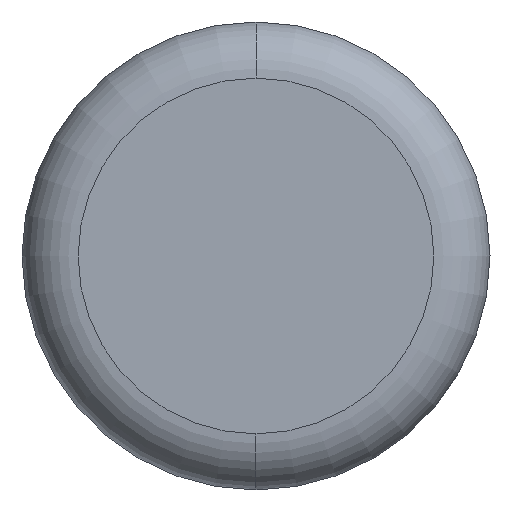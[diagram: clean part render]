
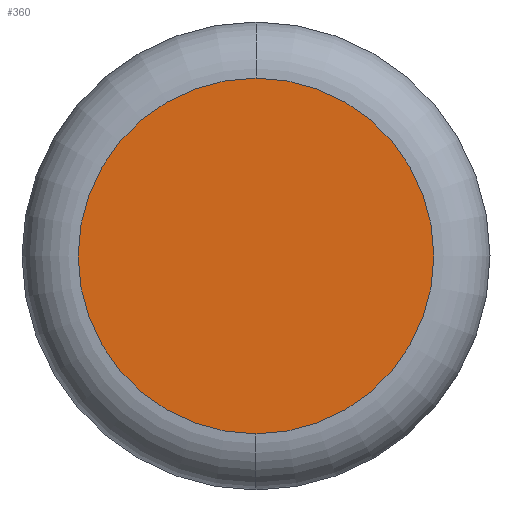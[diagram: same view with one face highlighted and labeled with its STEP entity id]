
A CAD part, front view. The second image highlights one B-rep face of the part: STEP entity #360.
In plain terms, the highlighted planar face has unit normal (0, -1, 0).
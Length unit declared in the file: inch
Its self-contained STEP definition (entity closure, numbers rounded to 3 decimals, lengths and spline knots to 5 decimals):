
#3 = AXIS2_PLACEMENT_3D ( 'NONE', #300, #351, #150 ) ;
#6 = EDGE_CURVE ( 'NONE', #164, #94, #84, .T. ) ;
#11 = CARTESIAN_POINT ( 'NONE',  ( 0., 0., 0.38 ) ) ;
#18 = CARTESIAN_POINT ( 'NONE',  ( 0., 0., -0.38 ) ) ;
#28 = EDGE_CURVE ( 'NONE', #94, #164, #389, .T. ) ;
#84 = CIRCLE ( 'NONE', #364, 0.38 ) ;
#86 = DIRECTION ( 'NONE',  ( 0., -1., 0. ) ) ;
#94 = VERTEX_POINT ( 'NONE', #18 ) ;
#103 = CARTESIAN_POINT ( 'NONE',  ( 0., 0., 0. ) ) ;
#150 = DIRECTION ( 'NONE',  ( 0., 0., -1. ) ) ;
#157 = CARTESIAN_POINT ( 'NONE',  ( 0., 0., 0. ) ) ;
#164 = VERTEX_POINT ( 'NONE', #11 ) ;
#207 = DIRECTION ( 'NONE',  ( 0., 0., -1. ) ) ;
#211 = AXIS2_PLACEMENT_3D ( 'NONE', #157, #86, #207 ) ;
#222 = DIRECTION ( 'NONE',  ( 0., -1., 0. ) ) ;
#257 = DIRECTION ( 'NONE',  ( 0., 0., -1. ) ) ;
#263 = FACE_OUTER_BOUND ( 'NONE', #331, .T. ) ;
#300 = CARTESIAN_POINT ( 'NONE',  ( 0., 0., 0. ) ) ;
#331 = EDGE_LOOP ( 'NONE', ( #354, #378 ) ) ;
#351 = DIRECTION ( 'NONE',  ( 0., -1., 0. ) ) ;
#354 = ORIENTED_EDGE ( 'NONE', *, *, #28, .T. ) ;
#360 = ADVANCED_FACE ( 'NONE', ( #263 ), #386, .T. ) ;
#364 = AXIS2_PLACEMENT_3D ( 'NONE', #103, #222, #257 ) ;
#378 = ORIENTED_EDGE ( 'NONE', *, *, #6, .T. ) ;
#386 = PLANE ( 'NONE',  #3 ) ;
#389 = CIRCLE ( 'NONE', #211, 0.38 ) ;
